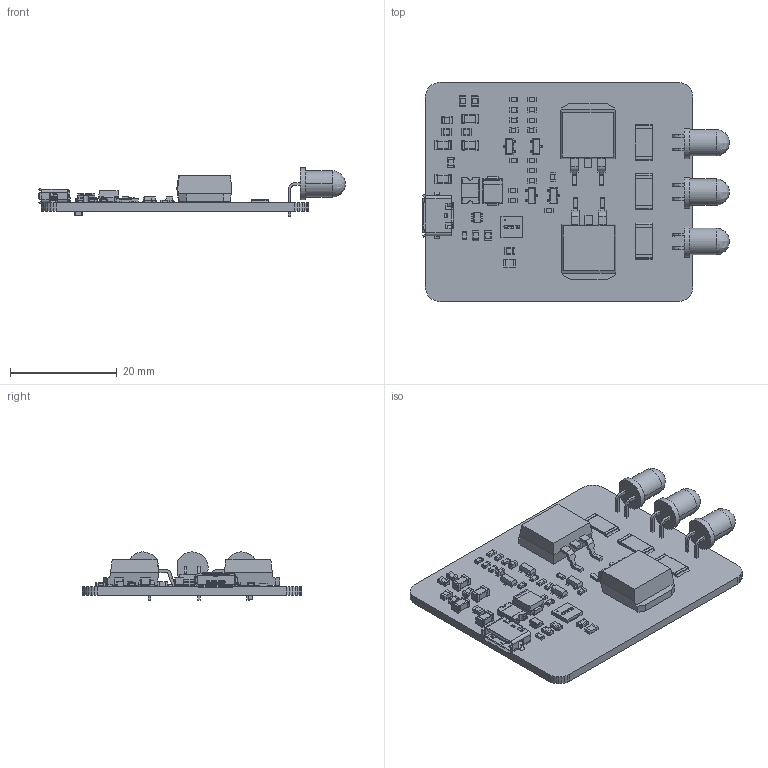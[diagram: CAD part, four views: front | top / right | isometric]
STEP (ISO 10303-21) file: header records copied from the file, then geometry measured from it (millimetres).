
FILE_DESCRIPTION(('Open CASCADE Model'),'2;1');
FILE_NAME('Open CASCADE Shape Model','2022-08-01T13:19:21',('Author'),( 'Open CASCADE'),'Open CASCADE STEP processor 6.8','Open CASCADE 6.8' ,'Unknown');
FILE_SCHEMA(('AUTOMOTIVE_DESIGN { 1 0 10303 214 1 1 1 1 }'));
Length unit declared in the file: millimetre
Products named in the file (81): PCB; Board; Open CASCADE STEP translator 6.8 1.1.1; R9; RESC1608; R5; R2; C2; CAPC0603; L3; User_Library-FB_1608; User_Library-FB_1608_Pad001; User_Library-FB_1608_Cut; VT2; SOT-23-3; R13; L1; User_Library-ind_0805; C10; CAP0805; C5; SMD_1206; C4; C1; VT1; User_Library-DPAK; VD5; 28014; VD1; ALSRobot-LED_Red_5mm_V; VD2; VD3; R6; R18; R10; R8; R3; R7; User_Library-R2512-1; R12 ...
Assembly tree (114 placements, depth 4):
  PCB
    Board
      Open CASCADE STEP translator 6.8 1.1.1
    R9
      RESC1608
    R5
      RESC1608
    R2
      RESC1608
    C2
      CAPC0603
    L3
      User_Library-FB_1608
        User_Library-FB_1608_Pad001
        User_Library-FB_1608_Cut
    VT2
      SOT-23-3
    R13
      RESC1608
    L1
      User_Library-ind_0805
    C10
      CAP0805
    C5
      SMD_1206
    C4
      SMD_1206
    C1
      CAPC0603
    VT1
      User_Library-DPAK
    VD5
      28014
      28014
      28014
      28014
      28014
      28014
      28014
    VD1
      ALSRobot-LED_Red_5mm_V
    VD2
      ALSRobot-LED_Red_5mm_V
    VD3
      ALSRobot-LED_Red_5mm_V
    R6
      RESC1608
    R18
      RESC1608
    R10
      RESC1608
    R8
      RESC1608
    R3
      RESC1608
    R7
      User_Library-R2512-1
    R12
      User_Library-R2512-1
    R14
Bounding box: 57.4 x 41 x 9 mm (x, y, z)
Volume: 4815.4 mm3; surface area: 6775.8 mm2
Topology: 53 solids, 298 shells, 2466 faces, 6874 edges, 4708 vertices
Faces by surface type: plane 1599, cylinder 646, sphere 148, bspline 73
Entity records: 53702 total; most frequent: CARTESIAN_POINT 11229, ORIENTED_EDGE 7492, DIRECTION 7402, EDGE_CURVE 3818, LINE 3032, VECTOR 3032, VERTEX_POINT 2512, AXIS2_PLACEMENT_3D 2185
